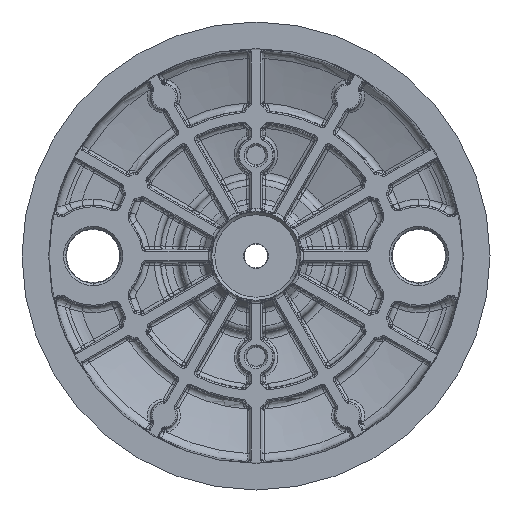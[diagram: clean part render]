
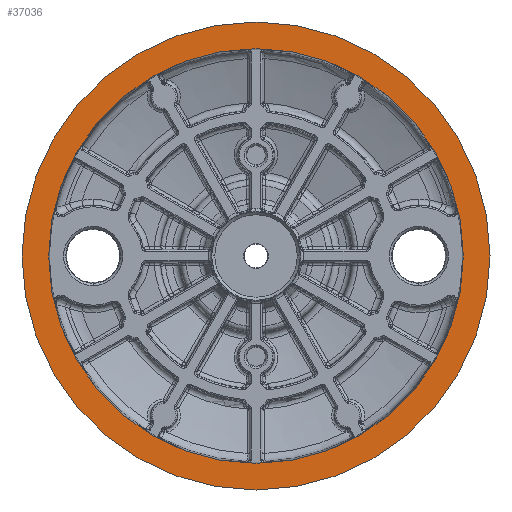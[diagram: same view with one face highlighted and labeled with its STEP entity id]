
A CAD part, front view. The second image highlights one B-rep face of the part: STEP entity #37036.
In plain terms, the highlighted planar face has unit normal (0, -1, 0).
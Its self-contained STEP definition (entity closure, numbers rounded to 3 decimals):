
#5508 = PLANE ( 'NONE',  #26992 ) ;
#6761 = DIRECTION ( 'NONE',  ( 1., 0., 0. ) ) ;
#12583 = CARTESIAN_POINT ( 'NONE',  ( -276.408, 171.858, 95.403 ) ) ;
#15792 = VERTEX_POINT ( 'NONE', #40760 ) ;
#16438 = FACE_BOUND ( 'NONE', #22830, .T. ) ;
#17101 = FACE_OUTER_BOUND ( 'NONE', #19118, .T. ) ;
#19118 = EDGE_LOOP ( 'NONE', ( #52254, #30260 ) ) ;
#19718 = AXIS2_PLACEMENT_3D ( 'NONE', #32253, #44817, #6761 ) ;
#21059 = DIRECTION ( 'NONE',  ( 0., 1., 0. ) ) ;
#21600 = DIRECTION ( 'NONE',  ( 1., 0., 0. ) ) ;
#22830 = EDGE_LOOP ( 'NONE', ( #24006, #43616 ) ) ;
#22981 = VERTEX_POINT ( 'NONE', #47366 ) ;
#23059 = CARTESIAN_POINT ( 'NONE',  ( -283.877, 171.858, 95.403 ) ) ;
#24006 = ORIENTED_EDGE ( 'NONE', *, *, #40756, .F. ) ;
#26642 = CARTESIAN_POINT ( 'NONE',  ( -315.908, 171.858, 95.403 ) ) ;
#26992 = AXIS2_PLACEMENT_3D ( 'NONE', #23059, #52704, #43962 ) ;
#28655 = AXIS2_PLACEMENT_3D ( 'NONE', #12583, #42477, #29687 ) ;
#29687 = DIRECTION ( 'NONE',  ( 1., 0., 0. ) ) ;
#29768 = AXIS2_PLACEMENT_3D ( 'NONE', #38047, #21059, #21600 ) ;
#30260 = ORIENTED_EDGE ( 'NONE', *, *, #30892, .F. ) ;
#30360 = VERTEX_POINT ( 'NONE', #36768 ) ;
#30892 = EDGE_CURVE ( 'NONE', #47003, #30360, #44611, .T. ) ;
#32253 = CARTESIAN_POINT ( 'NONE',  ( -276.408, 171.858, 95.403 ) ) ;
#35244 = EDGE_CURVE ( 'NONE', #30360, #47003, #49018, .T. ) ;
#35578 = AXIS2_PLACEMENT_3D ( 'NONE', #36056, #44400, #48335 ) ;
#36056 = CARTESIAN_POINT ( 'NONE',  ( -276.408, 171.858, 95.403 ) ) ;
#36616 = CIRCLE ( 'NONE', #28655, 35. ) ;
#36768 = CARTESIAN_POINT ( 'NONE',  ( -236.908, 171.858, 95.403 ) ) ;
#37036 = ADVANCED_FACE ( 'NONE', ( #17101, #16438 ), #5508, .F. ) ;
#38047 = CARTESIAN_POINT ( 'NONE',  ( -276.408, 171.858, 95.403 ) ) ;
#40756 = EDGE_CURVE ( 'NONE', #22981, #15792, #52080, .T. ) ;
#40760 = CARTESIAN_POINT ( 'NONE',  ( -311.408, 171.858, 95.403 ) ) ;
#42477 = DIRECTION ( 'NONE',  ( 0., -1., 0. ) ) ;
#43616 = ORIENTED_EDGE ( 'NONE', *, *, #45385, .F. ) ;
#43962 = DIRECTION ( 'NONE',  ( 0., 0., 1. ) ) ;
#44400 = DIRECTION ( 'NONE',  ( 0., 1., 0. ) ) ;
#44611 = CIRCLE ( 'NONE', #35578, 39.5 ) ;
#44817 = DIRECTION ( 'NONE',  ( 0., -1., 0. ) ) ;
#45385 = EDGE_CURVE ( 'NONE', #15792, #22981, #36616, .T. ) ;
#47003 = VERTEX_POINT ( 'NONE', #26642 ) ;
#47366 = CARTESIAN_POINT ( 'NONE',  ( -241.408, 171.858, 95.403 ) ) ;
#48335 = DIRECTION ( 'NONE',  ( 1., 0., 0. ) ) ;
#49018 = CIRCLE ( 'NONE', #29768, 39.5 ) ;
#52080 = CIRCLE ( 'NONE', #19718, 35. ) ;
#52254 = ORIENTED_EDGE ( 'NONE', *, *, #35244, .F. ) ;
#52704 = DIRECTION ( 'NONE',  ( 0., 1., 0. ) ) ;
